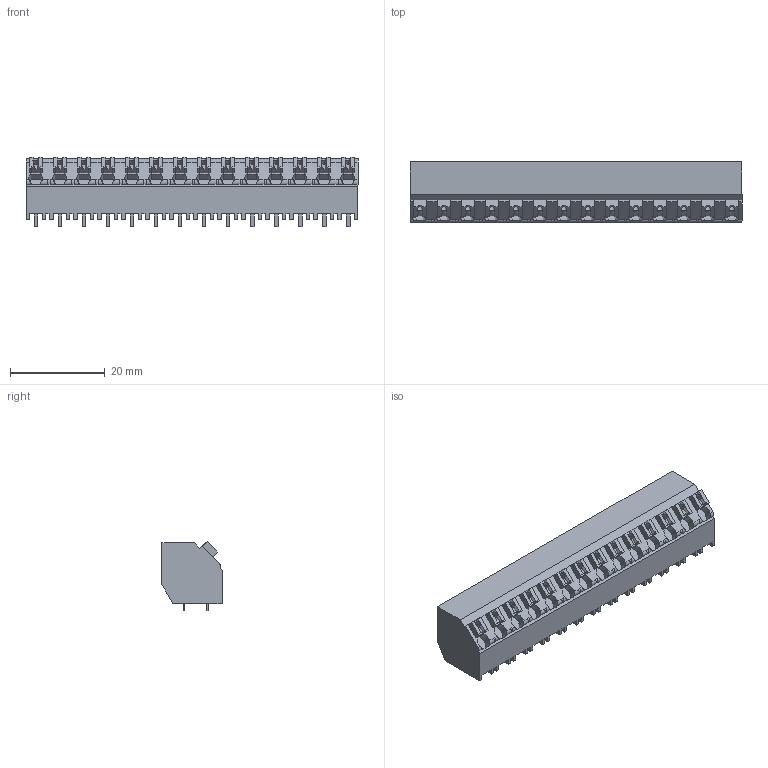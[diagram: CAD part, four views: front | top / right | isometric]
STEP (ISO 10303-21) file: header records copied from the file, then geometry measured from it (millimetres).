
FILE_DESCRIPTION(('CATIA V5 STEP Exchange','CAx-IF Rec.Pracs.--- Model Styling and Organization---1.2---2011-12-15'),'2;1');
FILE_NAME ('D1458422_0_1884850000_1884850000.stp','2018-03-20T13:26:42+00:00',('none'),('Weidmueller'),'CATIA Version 5-6 Release 2014','CATIA V5 STEP AP214','none');
FILE_SCHEMA(('AUTOMOTIVE_DESIGN { 1 0 10303 214 1 1 1 1 }'));
Length unit declared in the file: millimetre
Products named in the file (1): 1884850000
Bounding box: 70.24 x 12.7 x 14.66 mm (x, y, z)
Volume: 8113 mm3; surface area: 7541.5 mm2
Topology: 43 solids, 43 shells, 1033 faces, 2970 edges, 2036 vertices
Faces by surface type: plane 937, cylinder 96
Entity records: 30791 total; most frequent: CARTESIAN_POINT 5993, ORIENTED_EDGE 5940, DIRECTION 3766, EDGE_CURVE 2970, VECTOR 2663, LINE 2663, VERTEX_POINT 2036, EDGE_LOOP 1074
